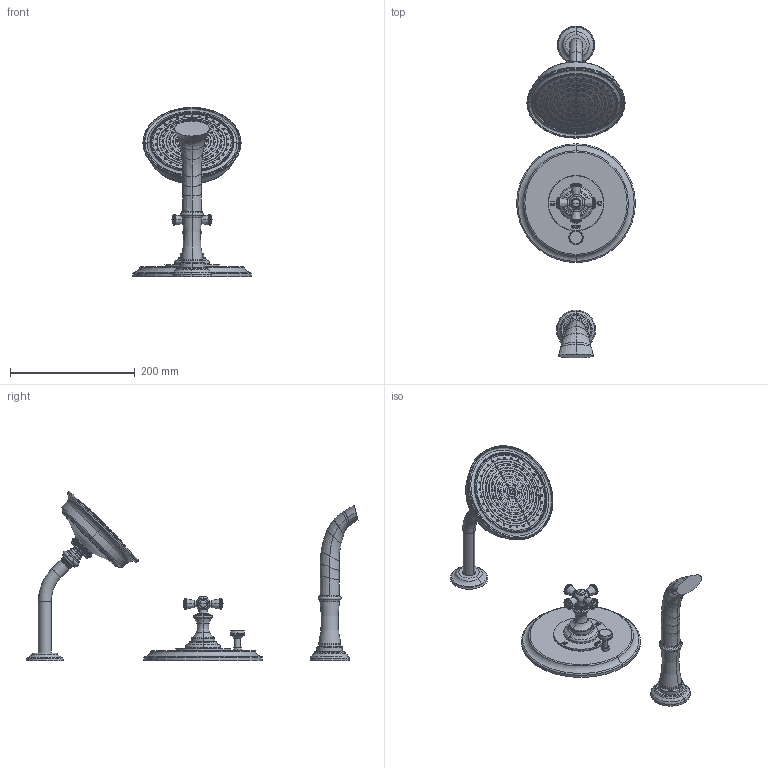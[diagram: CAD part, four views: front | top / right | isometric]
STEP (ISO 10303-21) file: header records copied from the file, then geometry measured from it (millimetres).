
FILE_DESCRIPTION((''),'2;1');
FILE_NAME('3-2442BP','2021-05-28T14:19:04',('jinson.thomas'),(''),'CREO PARAMETRIC BY PTC INC, 2018400','CREO PARAMETRIC BY PTC INC, 2018400','');
FILE_SCHEMA(('CONFIG_CONTROL_DESIGN'));
Products named in the file (1): 3-2442BP
Bounding box: 190.5 x 532.71 x 271.55 mm (x, y, z)
Volume: 1370016.9 mm3; surface area: 184621.1 mm2
Topology: 3 solids, 3 shells, 1372 faces, 3312 edges, 2157 vertices
Faces by surface type: torus 368, plane 280, cylinder 258, cone 198, sphere 116, extrusion 95, bspline 57
Entity records: 62615 total; most frequent: CARTESIAN_POINT 31452, ORIENTED_EDGE 6604, DIRECTION 6170, EDGE_CURVE 3302, AXIS2_PLACEMENT_3D 2603, VERTEX_POINT 2157, EDGE_LOOP 1593, CIRCLE 1383
